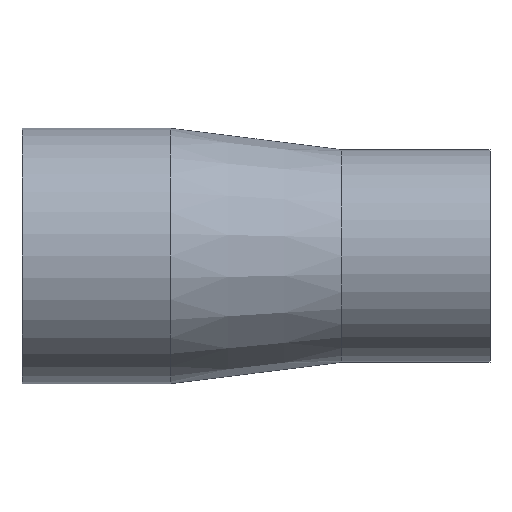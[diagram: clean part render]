
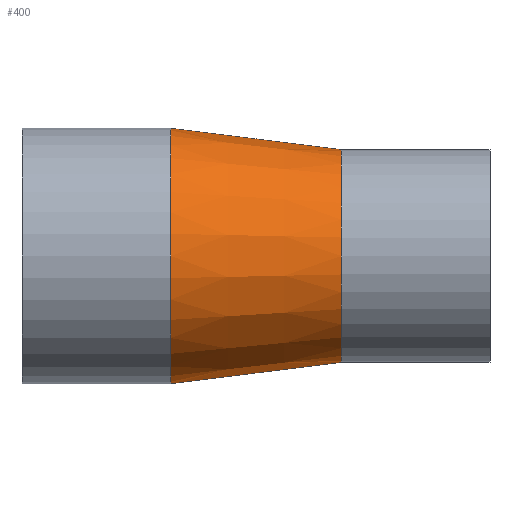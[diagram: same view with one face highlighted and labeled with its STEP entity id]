
A CAD part, left-side view. The second image highlights one B-rep face of the part: STEP entity #400.
In plain terms, the highlighted conical face has half-angle 7.125 degrees and reference radius 31.75 mm.
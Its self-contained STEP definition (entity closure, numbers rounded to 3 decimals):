
#6 = ORIENTED_EDGE ( 'NONE', *, *, #77, .F. ) ;
#10 = CARTESIAN_POINT ( 'NONE',  ( 0., 50.8, 0. ) ) ;
#12 = VECTOR ( 'NONE', #149, 1000. ) ;
#40 = CONICAL_SURFACE ( 'NONE', #420, 31.75, 0.124 ) ;
#49 = VERTEX_POINT ( 'NONE', #335 ) ;
#50 = CARTESIAN_POINT ( 'NONE',  ( 0., 0., -31.75 ) ) ;
#60 = CARTESIAN_POINT ( 'NONE',  ( 0., 0., 0. ) ) ;
#71 = EDGE_CURVE ( 'NONE', #249, #365, #347, .T. ) ;
#76 = CIRCLE ( 'NONE', #442, 38.1 ) ;
#77 = EDGE_CURVE ( 'NONE', #365, #95, #76, .T. ) ;
#82 = LINE ( 'NONE', #305, #330 ) ;
#88 = CARTESIAN_POINT ( 'NONE',  ( 0., 0., 0. ) ) ;
#95 = VERTEX_POINT ( 'NONE', #181 ) ;
#126 = DIRECTION ( 'NONE',  ( 0., 0., 1. ) ) ;
#135 = EDGE_CURVE ( 'NONE', #49, #95, #82, .T. ) ;
#149 = DIRECTION ( 'NONE',  ( 0., 0.992, -0.124 ) ) ;
#151 = EDGE_LOOP ( 'NONE', ( #428, #212, #408, #6 ) ) ;
#156 = DIRECTION ( 'NONE',  ( 0., 0., -1. ) ) ;
#163 = AXIS2_PLACEMENT_3D ( 'NONE', #88, #390, #156 ) ;
#181 = CARTESIAN_POINT ( 'NONE',  ( 0., 50.8, 38.1 ) ) ;
#189 = DIRECTION ( 'NONE',  ( 0., 1., 0. ) ) ;
#212 = ORIENTED_EDGE ( 'NONE', *, *, #328, .F. ) ;
#220 = DIRECTION ( 'NONE',  ( 0., 0.992, 0.124 ) ) ;
#249 = VERTEX_POINT ( 'NONE', #50 ) ;
#258 = DIRECTION ( 'NONE',  ( 0., 1., 0. ) ) ;
#305 = CARTESIAN_POINT ( 'NONE',  ( 0., 0., 31.75 ) ) ;
#314 = FACE_OUTER_BOUND ( 'NONE', #151, .T. ) ;
#328 = EDGE_CURVE ( 'NONE', #49, #249, #333, .T. ) ;
#330 = VECTOR ( 'NONE', #220, 1000. ) ;
#332 = CARTESIAN_POINT ( 'NONE',  ( 0., 0., -31.75 ) ) ;
#333 = CIRCLE ( 'NONE', #163, 31.75 ) ;
#335 = CARTESIAN_POINT ( 'NONE',  ( 0., 0., 31.75 ) ) ;
#347 = LINE ( 'NONE', #332, #12 ) ;
#365 = VERTEX_POINT ( 'NONE', #429 ) ;
#369 = DIRECTION ( 'NONE',  ( 0., 0., 1. ) ) ;
#390 = DIRECTION ( 'NONE',  ( 0., -1., 0. ) ) ;
#400 = ADVANCED_FACE ( 'NONE', ( #314 ), #40, .T. ) ;
#408 = ORIENTED_EDGE ( 'NONE', *, *, #135, .T. ) ;
#420 = AXIS2_PLACEMENT_3D ( 'NONE', #60, #189, #126 ) ;
#428 = ORIENTED_EDGE ( 'NONE', *, *, #71, .F. ) ;
#429 = CARTESIAN_POINT ( 'NONE',  ( 0., 50.8, -38.1 ) ) ;
#442 = AXIS2_PLACEMENT_3D ( 'NONE', #10, #258, #369 ) ;
